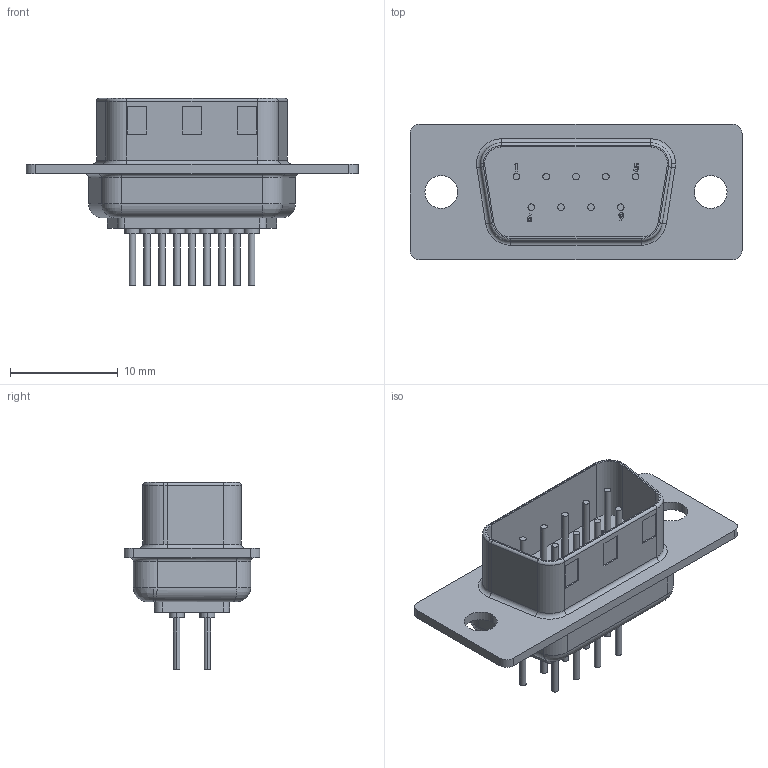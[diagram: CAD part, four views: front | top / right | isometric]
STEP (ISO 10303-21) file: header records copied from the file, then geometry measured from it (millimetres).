
FILE_DESCRIPTION(('FreeCAD Model'),'2;1');
FILE_NAME('DSUB-9_Male_Vertical_P2.77x2.84mm.stp','2019-09-17T11:25:07',('Author'),(''), 'Open CASCADE STEP processor 7.2','FreeCAD','Unknown');
FILE_SCHEMA(('AUTOMOTIVE_DESIGN { 1 0 10303 214 1 1 1 1 }'));
Length unit declared in the file: millimetre
Products named in the file (1): 172-E-009-113
Bounding box: 30.81 x 12.6 x 17.36 mm (x, y, z)
Volume: 1346.2 mm3; surface area: 1830.6 mm2
Topology: 1 solids, 1 shells, 249 faces, 578 edges, 374 vertices
Faces by surface type: plane 108, cylinder 97, bspline 24, torus 15, revolution 5
Entity records: 10120 total; most frequent: CARTESIAN_POINT 2636, DIRECTION 1189, ORIENTED_EDGE 1156, EDGE_CURVE 578, AXIS2_PLACEMENT_3D 437, VERTEX_POINT 374, LINE 310, VECTOR 310
